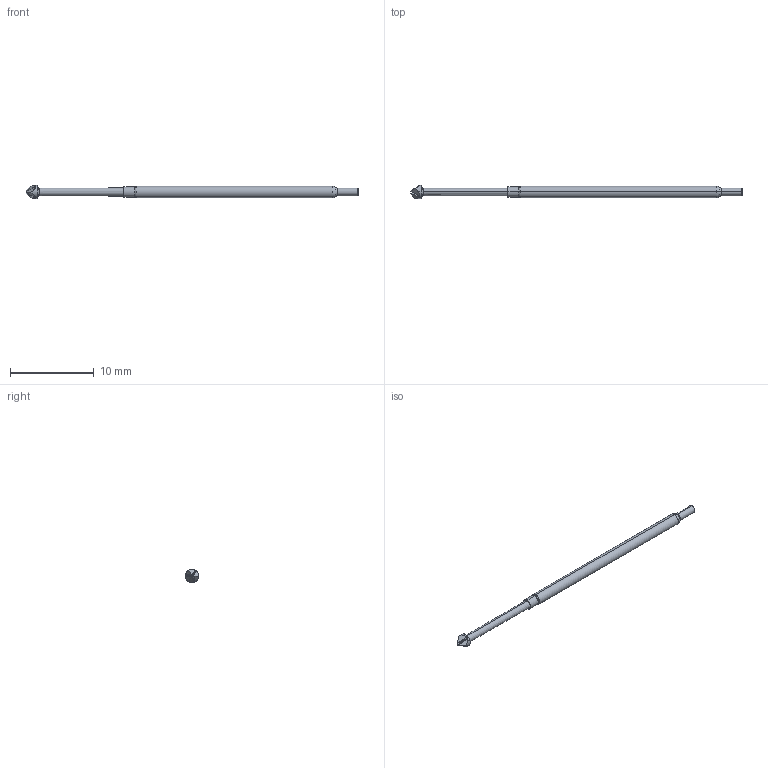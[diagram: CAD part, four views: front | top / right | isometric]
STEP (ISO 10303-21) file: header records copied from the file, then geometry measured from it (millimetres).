
FILE_DESCRIPTION (( 'STEP AP214' ), '1' );
FILE_NAME ('X75-4018.STEP', '2020-10-22T16:25:19', ( '' ), ( '' ), 'SwSTEP 2.0', 'SolidWorks 2019', '' );
FILE_SCHEMA (( 'AUTOMOTIVE_DESIGN' ));
Length unit declared in the file: inch
Products named in the file (1): X75-4018
Bounding box: 39.62 x 1.56 x 1.56 mm (x, y, z)
Volume: 52.4 mm3; surface area: 176.6 mm2
Topology: 2 solids, 2 shells, 67 faces, 159 edges, 96 vertices
Faces by surface type: bspline 27, cone 14, cylinder 12, torus 8, plane 6
Entity records: 7681 total; most frequent: CARTESIAN_POINT 5452, ORIENTED_EDGE 318, DIRECTION 192, EDGE_CURVE 159, VERTEX_POINT 96, B_SPLINE_CURVE_WITH_KNOTS 89, AXIS2_PLACEMENT_3D 83, DIMENSIONAL_EXPONENTS 71
